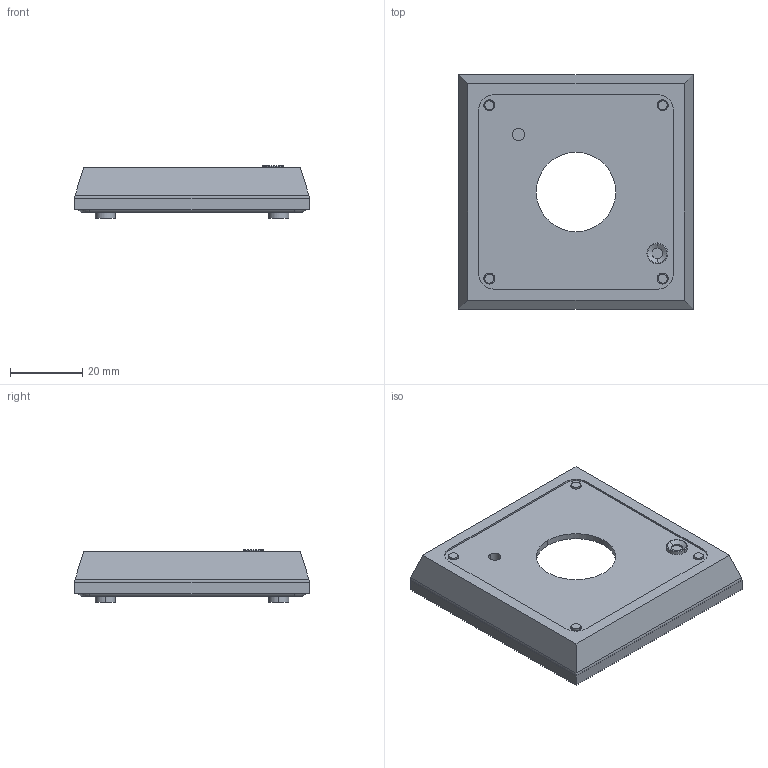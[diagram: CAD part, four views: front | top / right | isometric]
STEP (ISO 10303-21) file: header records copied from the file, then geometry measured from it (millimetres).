
FILE_DESCRIPTION((''),'2;1');
FILE_NAME('SB103866_3D-SOFTWARE_COLOUR','2013-07-31T',('SESA214371'),('Schneider-Electric'),'PRO/ENGINEER BY PARAMETRIC TECHNOLOGY CORPORATION, 2011410','PRO/ENGINEER BY PARAMETRIC TECHNOLOGY CORPORATION, 2011410','');
FILE_SCHEMA(('CONFIG_CONTROL_DESIGN'));
Length unit declared in the file: millimetre
Products named in the file (1): SB103866_3D-SOFTWARE_COLOUR
Bounding box: 65 x 65 x 14.57 mm (x, y, z)
Volume: 18357.7 mm3; surface area: 13563.8 mm2
Topology: 1 solids, 1 shells, 184 faces, 436 edges, 286 vertices
Faces by surface type: plane 98, cylinder 78, torus 6, cone 2
Entity records: 5380 total; most frequent: DIRECTION 960, CARTESIAN_POINT 924, ORIENTED_EDGE 872, EDGE_CURVE 436, AXIS2_PLACEMENT_3D 344, VERTEX_POINT 286, VECTOR 272, LINE 272
